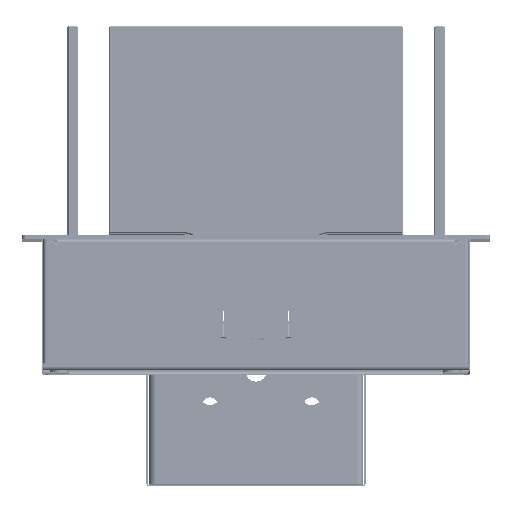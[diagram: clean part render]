
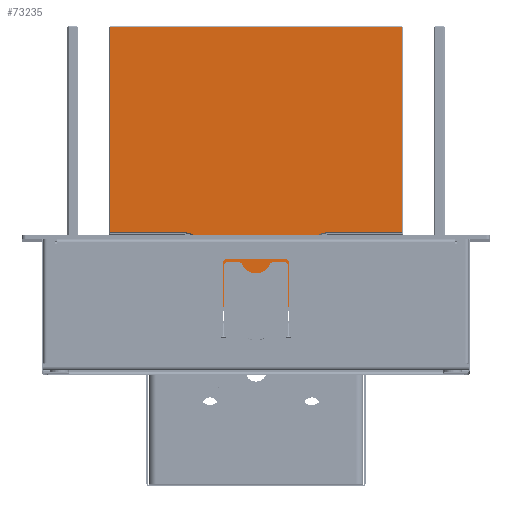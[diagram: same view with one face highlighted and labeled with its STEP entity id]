
A CAD part, top view. The second image highlights one B-rep face of the part: STEP entity #73235.
In plain terms, the highlighted face is planar.
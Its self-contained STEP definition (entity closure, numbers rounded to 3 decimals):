
#248 = VECTOR ( 'NONE', #3745, 1000. ) ;
#314 = CARTESIAN_POINT ( 'NONE',  ( -109., 4., -56. ) ) ;
#2698 = LINE ( 'NONE', #125983, #41346 ) ;
#3143 = ORIENTED_EDGE ( 'NONE', *, *, #115610, .T. ) ;
#3745 = DIRECTION ( 'NONE',  ( 0., 0., 1. ) ) ;
#4161 = ORIENTED_EDGE ( 'NONE', *, *, #47722, .T. ) ;
#6404 = LINE ( 'NONE', #27271, #248 ) ;
#7407 = EDGE_CURVE ( 'NONE', #42806, #25723, #2698, .T. ) ;
#9498 = EDGE_CURVE ( 'NONE', #111358, #17327, #26966, .T. ) ;
#9699 = CARTESIAN_POINT ( 'NONE',  ( 40., 4., 0. ) ) ;
#10367 = LINE ( 'NONE', #9699, #27374 ) ;
#10883 = ORIENTED_EDGE ( 'NONE', *, *, #46818, .T. ) ;
#11563 = DIRECTION ( 'NONE',  ( 0., 0., 1. ) ) ;
#17177 = DIRECTION ( 'NONE',  ( -1., 0., 0. ) ) ;
#17327 = VERTEX_POINT ( 'NONE', #129639 ) ;
#17361 = DIRECTION ( 'NONE',  ( 0., 0., 1. ) ) ;
#18998 = CARTESIAN_POINT ( 'NONE',  ( 55., 4., -56. ) ) ;
#19244 = CARTESIAN_POINT ( 'NONE',  ( 109., 4., -56. ) ) ;
#21169 = VERTEX_POINT ( 'NONE', #19244 ) ;
#22101 = CARTESIAN_POINT ( 'NONE',  ( -39., 4., 0. ) ) ;
#25723 = VERTEX_POINT ( 'NONE', #22101 ) ;
#26966 = LINE ( 'NONE', #47164, #86034 ) ;
#26994 = DIRECTION ( 'NONE',  ( 0., 0., 1. ) ) ;
#27271 = CARTESIAN_POINT ( 'NONE',  ( -109., 4., -55. ) ) ;
#27374 = VECTOR ( 'NONE', #72299, 1000. ) ;
#27457 = AXIS2_PLACEMENT_3D ( 'NONE', #50278, #78627, #17361 ) ;
#32306 = VERTEX_POINT ( 'NONE', #130499 ) ;
#36853 = CARTESIAN_POINT ( 'NONE',  ( -109., 4., -209. ) ) ;
#40898 = CARTESIAN_POINT ( 'NONE',  ( 109., 4., -209. ) ) ;
#41346 = VECTOR ( 'NONE', #96998, 1000. ) ;
#42806 = VERTEX_POINT ( 'NONE', #87607 ) ;
#45125 = CARTESIAN_POINT ( 'NONE',  ( 110., 4., -56. ) ) ;
#45848 = ORIENTED_EDGE ( 'NONE', *, *, #81030, .T. ) ;
#46015 = ORIENTED_EDGE ( 'NONE', *, *, #111005, .T. ) ;
#46818 = EDGE_CURVE ( 'NONE', #17327, #117871, #79088, .T. ) ;
#47164 = CARTESIAN_POINT ( 'NONE',  ( 39., 4., -40. ) ) ;
#47722 = EDGE_CURVE ( 'NONE', #71725, #32306, #70858, .T. ) ;
#50278 = CARTESIAN_POINT ( 'NONE',  ( 55., 4., -40. ) ) ;
#53278 = DIRECTION ( 'NONE',  ( 0., -1., 0. ) ) ;
#55139 = EDGE_CURVE ( 'NONE', #21169, #60072, #94454, .T. ) ;
#55240 = DIRECTION ( 'NONE',  ( 1., 0., 0. ) ) ;
#56246 = CARTESIAN_POINT ( 'NONE',  ( -110., 4., -209. ) ) ;
#56732 = VECTOR ( 'NONE', #129873, 1000. ) ;
#59944 = FACE_OUTER_BOUND ( 'NONE', #111320, .T. ) ;
#60072 = VERTEX_POINT ( 'NONE', #40898 ) ;
#64007 = LINE ( 'NONE', #45125, #77451 ) ;
#70858 = LINE ( 'NONE', #103851, #92181 ) ;
#71725 = VERTEX_POINT ( 'NONE', #314 ) ;
#72299 = DIRECTION ( 'NONE',  ( 1., 0., 0. ) ) ;
#73235 = ADVANCED_FACE ( 'NONE', ( #59944 ), #80846, .T. ) ;
#73485 = DIRECTION ( 'NONE',  ( 1., 0., 0. ) ) ;
#77451 = VECTOR ( 'NONE', #55240, 1000. ) ;
#78627 = DIRECTION ( 'NONE',  ( 0., -1., 0. ) ) ;
#79088 = CIRCLE ( 'NONE', #27457, 16. ) ;
#79264 = AXIS2_PLACEMENT_3D ( 'NONE', #100419, #121963, #26994 ) ;
#80846 = PLANE ( 'NONE',  #79264 ) ;
#81030 = EDGE_CURVE ( 'NONE', #32306, #42806, #89135, .T. ) ;
#86034 = VECTOR ( 'NONE', #131350, 1000. ) ;
#86197 = VECTOR ( 'NONE', #17177, 1000. ) ;
#87607 = CARTESIAN_POINT ( 'NONE',  ( -39., 4., -40. ) ) ;
#89135 = CIRCLE ( 'NONE', #91250, 16. ) ;
#91250 = AXIS2_PLACEMENT_3D ( 'NONE', #126037, #53278, #11563 ) ;
#92181 = VECTOR ( 'NONE', #73485, 1000. ) ;
#94454 = LINE ( 'NONE', #109001, #56732 ) ;
#96998 = DIRECTION ( 'NONE',  ( 0., 0., 1. ) ) ;
#98177 = CARTESIAN_POINT ( 'NONE',  ( 39., 4., 0. ) ) ;
#100419 = CARTESIAN_POINT ( 'NONE',  ( 55., 4., -40. ) ) ;
#103851 = CARTESIAN_POINT ( 'NONE',  ( -55., 4., -56. ) ) ;
#104684 = ORIENTED_EDGE ( 'NONE', *, *, #116670, .T. ) ;
#108796 = LINE ( 'NONE', #56246, #86197 ) ;
#109001 = CARTESIAN_POINT ( 'NONE',  ( 109., 4., -210. ) ) ;
#111005 = EDGE_CURVE ( 'NONE', #25723, #111358, #10367, .T. ) ;
#111320 = EDGE_LOOP ( 'NONE', ( #46015, #112300, #10883, #3143, #114775, #104684, #117808, #4161, #45848, #119948 ) ) ;
#111358 = VERTEX_POINT ( 'NONE', #98177 ) ;
#111393 = VERTEX_POINT ( 'NONE', #36853 ) ;
#112300 = ORIENTED_EDGE ( 'NONE', *, *, #9498, .T. ) ;
#114775 = ORIENTED_EDGE ( 'NONE', *, *, #55139, .T. ) ;
#115610 = EDGE_CURVE ( 'NONE', #117871, #21169, #64007, .T. ) ;
#116670 = EDGE_CURVE ( 'NONE', #60072, #111393, #108796, .T. ) ;
#117808 = ORIENTED_EDGE ( 'NONE', *, *, #118490, .T. ) ;
#117871 = VERTEX_POINT ( 'NONE', #18998 ) ;
#118490 = EDGE_CURVE ( 'NONE', #111393, #71725, #6404, .T. ) ;
#119948 = ORIENTED_EDGE ( 'NONE', *, *, #7407, .T. ) ;
#121963 = DIRECTION ( 'NONE',  ( 0., 1., 0. ) ) ;
#125983 = CARTESIAN_POINT ( 'NONE',  ( -39., 4., 0. ) ) ;
#126037 = CARTESIAN_POINT ( 'NONE',  ( -55., 4., -40. ) ) ;
#129639 = CARTESIAN_POINT ( 'NONE',  ( 39., 4., -40. ) ) ;
#129873 = DIRECTION ( 'NONE',  ( 0., 0., -1. ) ) ;
#130499 = CARTESIAN_POINT ( 'NONE',  ( -55., 4., -56. ) ) ;
#131350 = DIRECTION ( 'NONE',  ( 0., 0., -1. ) ) ;
